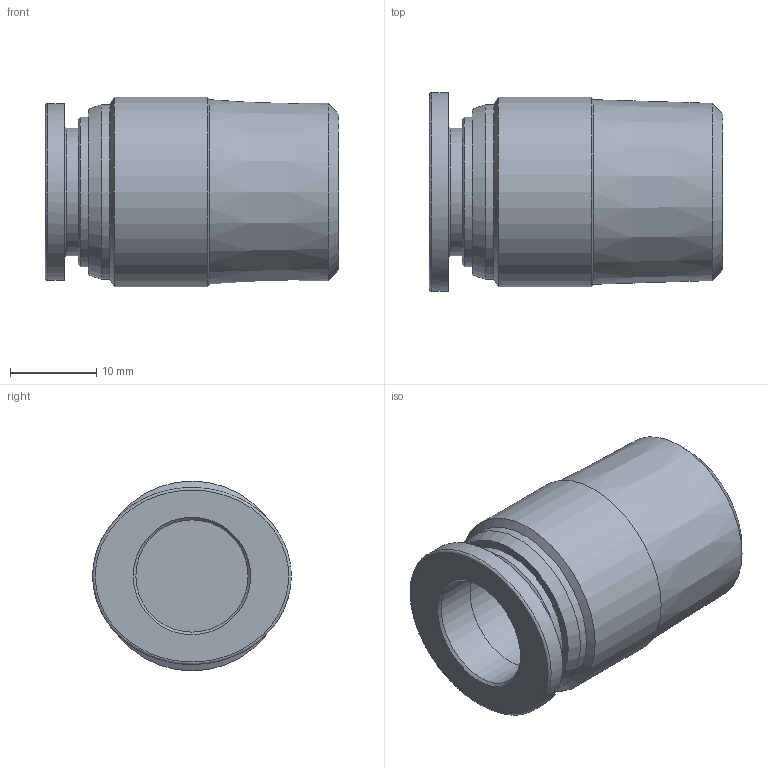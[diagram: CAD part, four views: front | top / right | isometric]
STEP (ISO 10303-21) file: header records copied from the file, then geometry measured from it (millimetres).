
FILE_DESCRIPTION((''),'2;1');
FILE_NAME('POC 1_2-N04U.stp','2016-10-17T14:20:53',('Administrator'),(''),'Autodesk Inventor 2013','Autodesk Inventor 2013','');
FILE_SCHEMA(('CONFIG_CONTROL_DESIGN'));
Length unit declared in the file: millimetre
Products named in the file (3): POC 1_2-N04U; NOC 1_2-NPT1_2 BODY; SLEEVE N1_2C
Assembly tree (2 placements, depth 2):
  POC 1_2-N04U
    NOC 1_2-NPT1_2 BODY
    SLEEVE N1_2C
Bounding box: 34 x 22.99 x 22 mm (x, y, z)
Volume: 8503.9 mm3; surface area: 4376 mm2
Topology: 2 solids, 2 shells, 23 faces, 40 edges, 24 vertices
Faces by surface type: cone 8, plane 7, cylinder 6, bspline 2
Full cylindrical faces by diameter (mm): 13 x2, 14.8 x1, 17.3 x1, 20.2 x1, 22 x1
Entity records: 652 total; most frequent: CARTESIAN_POINT 192, DIRECTION 94, AXIS2_PLACEMENT_3D 47, ORIENTED_EDGE 46, EDGE_LOOP 43, EDGE_CURVE 23, FACE_OUTER_BOUND 23, ADVANCED_FACE 23
